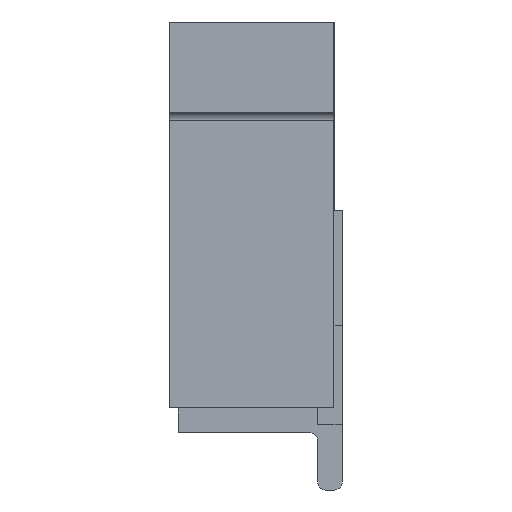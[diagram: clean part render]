
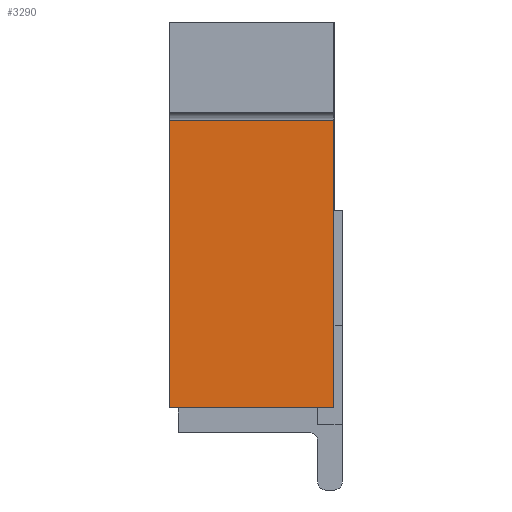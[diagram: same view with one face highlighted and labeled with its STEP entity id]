
A CAD part, left-side view. The second image highlights one B-rep face of the part: STEP entity #3290.
In plain terms, the highlighted planar face has unit normal (-1, 0, 0).
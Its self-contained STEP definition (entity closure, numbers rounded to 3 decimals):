
#276 = DIRECTION ( 'NONE',  ( 0., -1., 0. ) ) ;
#282 = EDGE_CURVE ( 'NONE', #1199, #4020, #4328, .T. ) ;
#932 = CARTESIAN_POINT ( 'NONE',  ( -8.45, 0.1, 0.3 ) ) ;
#1113 = VERTEX_POINT ( 'NONE', #5809 ) ;
#1135 = VECTOR ( 'NONE', #8767, 1000. ) ;
#1199 = VERTEX_POINT ( 'NONE', #5918 ) ;
#1614 = EDGE_CURVE ( 'NONE', #2324, #1199, #2985, .T. ) ;
#1921 = FACE_OUTER_BOUND ( 'NONE', #7228, .T. ) ;
#2186 = AXIS2_PLACEMENT_3D ( 'NONE', #8430, #4234, #7511 ) ;
#2275 = ORIENTED_EDGE ( 'NONE', *, *, #1614, .T. ) ;
#2324 = VERTEX_POINT ( 'NONE', #7374 ) ;
#2824 = CARTESIAN_POINT ( 'NONE',  ( -8.45, 2.1, 0.3 ) ) ;
#2985 = LINE ( 'NONE', #2824, #10542 ) ;
#3290 = ADVANCED_FACE ( 'NONE', ( #1921 ), #7257, .F. ) ;
#3762 = LINE ( 'NONE', #9535, #1135 ) ;
#4020 = VERTEX_POINT ( 'NONE', #9584 ) ;
#4234 = DIRECTION ( 'NONE',  ( 1., 0., 0. ) ) ;
#4328 = LINE ( 'NONE', #932, #10671 ) ;
#4549 = CARTESIAN_POINT ( 'NONE',  ( -8.45, 2.1, 3.8 ) ) ;
#5296 = ORIENTED_EDGE ( 'NONE', *, *, #10466, .F. ) ;
#5779 = DIRECTION ( 'NONE',  ( 0., 0., 1. ) ) ;
#5809 = CARTESIAN_POINT ( 'NONE',  ( -8.45, 2.1, 3.8 ) ) ;
#5918 = CARTESIAN_POINT ( 'NONE',  ( -8.45, 0.1, 0.3 ) ) ;
#6558 = ORIENTED_EDGE ( 'NONE', *, *, #282, .T. ) ;
#6814 = EDGE_CURVE ( 'NONE', #2324, #1113, #3762, .T. ) ;
#7228 = EDGE_LOOP ( 'NONE', ( #6558, #5296, #7625, #2275 ) ) ;
#7257 = PLANE ( 'NONE',  #2186 ) ;
#7374 = CARTESIAN_POINT ( 'NONE',  ( -8.45, 2.1, 0.3 ) ) ;
#7511 = DIRECTION ( 'NONE',  ( 0., 0., -1. ) ) ;
#7625 = ORIENTED_EDGE ( 'NONE', *, *, #6814, .F. ) ;
#7781 = LINE ( 'NONE', #4549, #8242 ) ;
#8242 = VECTOR ( 'NONE', #9402, 1000. ) ;
#8430 = CARTESIAN_POINT ( 'NONE',  ( -8.45, 2.1, 0.3 ) ) ;
#8767 = DIRECTION ( 'NONE',  ( 0., 0., 1. ) ) ;
#9402 = DIRECTION ( 'NONE',  ( 0., -1., 0. ) ) ;
#9535 = CARTESIAN_POINT ( 'NONE',  ( -8.45, 2.1, 0.3 ) ) ;
#9584 = CARTESIAN_POINT ( 'NONE',  ( -8.45, 0.1, 3.8 ) ) ;
#10466 = EDGE_CURVE ( 'NONE', #1113, #4020, #7781, .T. ) ;
#10542 = VECTOR ( 'NONE', #276, 1000. ) ;
#10671 = VECTOR ( 'NONE', #5779, 1000. ) ;
